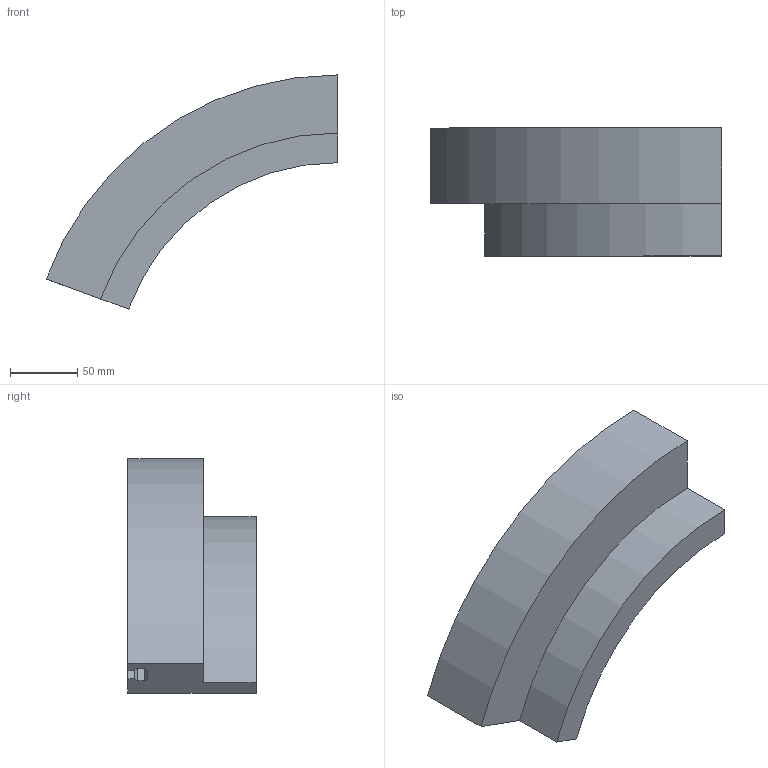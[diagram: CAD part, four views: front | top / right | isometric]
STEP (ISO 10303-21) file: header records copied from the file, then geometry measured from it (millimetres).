
FILE_DESCRIPTION (( 'STEP AP203' ), '1' );
FILE_NAME ('Krzywka.STEP', '2012-10-11T19:27:45', ( 'Piotrek' ), ( '' ), 'SwSTEP 2.0', 'SolidWorks 2011', '' );
FILE_SCHEMA (( 'CONFIG_CONTROL_DESIGN' ));
Length unit declared in the file: millimetre
Products named in the file (1): Krzywka
Bounding box: 216.13 x 95 x 173.57 mm (x, y, z)
Volume: 957693.4 mm3; surface area: 96135.8 mm2
Topology: 1 solids, 1 shells, 66 faces, 152 edges, 88 vertices
Faces by surface type: bspline 39, cylinder 13, plane 10, cone 4
Entity records: 4245 total; most frequent: CARTESIAN_POINT 2882, ORIENTED_EDGE 304, DIRECTION 192, EDGE_CURVE 152, VERTEX_POINT 88, LINE 76, VECTOR 76, ADVANCED_FACE 66
